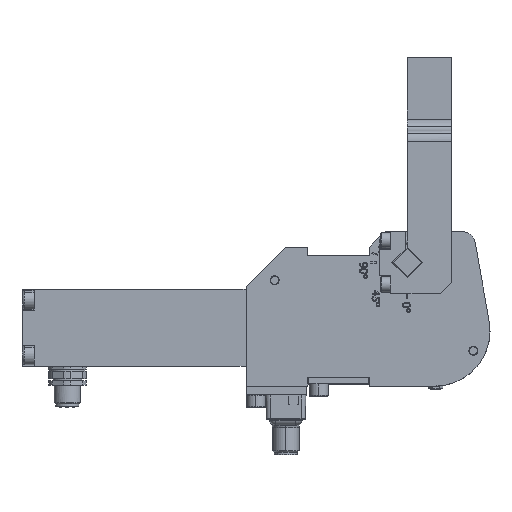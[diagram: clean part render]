
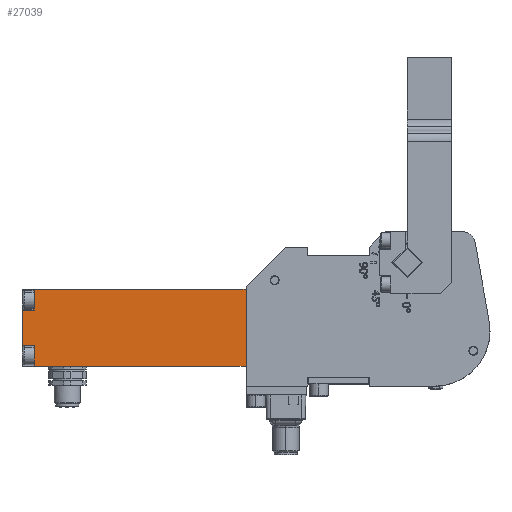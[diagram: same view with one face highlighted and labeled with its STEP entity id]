
A CAD part, top view. The second image highlights one B-rep face of the part: STEP entity #27039.
In plain terms, the highlighted planar face has unit normal (0, 0, 1).
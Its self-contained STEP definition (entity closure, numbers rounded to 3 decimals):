
#26910=CARTESIAN_POINT('Line Origine',(-120.998,-12.021,17.5)) ;
#26914=CARTESIAN_POINT('Vertex',(-72.998,-12.013,17.5)) ;
#26916=CARTESIAN_POINT('Vertex',(-168.998,-12.029,17.5)) ;
#26977=CARTESIAN_POINT('Axis2P3D Location',(-72.998,-12.013,17.5)) ;
#26982=CARTESIAN_POINT('Line Origine',(-120.992,-47.021,17.5)) ;
#26986=CARTESIAN_POINT('Vertex',(-72.992,-47.013,17.5)) ;
#26988=CARTESIAN_POINT('Vertex',(-168.992,-47.029,17.5)) ;
#26991=CARTESIAN_POINT('Line Origine',(-72.995,-29.513,17.5)) ;
#26996=CARTESIAN_POINT('Line Origine',(-168.997,-16.779,17.5)) ;
#27000=CARTESIAN_POINT('Vertex',(-168.996,-21.529,17.5)) ;
#27003=CARTESIAN_POINT('Line Origine',(-171.746,-21.53,17.5)) ;
#27007=CARTESIAN_POINT('Vertex',(-174.496,-21.53,17.5)) ;
#27010=CARTESIAN_POINT('Line Origine',(-174.495,-29.53,17.5)) ;
#27014=CARTESIAN_POINT('Vertex',(-174.493,-37.53,17.5)) ;
#27017=CARTESIAN_POINT('Line Origine',(-171.743,-37.53,17.5)) ;
#27021=CARTESIAN_POINT('Vertex',(-168.993,-37.529,17.5)) ;
#27024=CARTESIAN_POINT('Line Origine',(-168.993,-42.279,17.5)) ;
#26911=DIRECTION('Vector Direction',(-1.,0.,0.)) ;
#26978=DIRECTION('Axis2P3D Direction',(0.,0.,1.)) ;
#26979=DIRECTION('Axis2P3D XDirection',(1.,0.,0.)) ;
#26983=DIRECTION('Vector Direction',(-1.,0.,0.)) ;
#26992=DIRECTION('Vector Direction',(0.,-1.,0.)) ;
#26997=DIRECTION('Vector Direction',(0.,-1.,0.)) ;
#27004=DIRECTION('Vector Direction',(-1.,0.,0.)) ;
#27011=DIRECTION('Vector Direction',(0.,-1.,0.)) ;
#27018=DIRECTION('Vector Direction',(1.,0.,0.)) ;
#27025=DIRECTION('Vector Direction',(0.,-1.,0.)) ;
#26980=AXIS2_PLACEMENT_3D('Plane Axis2P3D',#26977,#26978,#26979) ;
#27030=ORIENTED_EDGE('',*,*,#26990,.F.) ;
#27031=ORIENTED_EDGE('',*,*,#26995,.F.) ;
#27032=ORIENTED_EDGE('',*,*,#26918,.T.) ;
#27033=ORIENTED_EDGE('',*,*,#27002,.T.) ;
#27034=ORIENTED_EDGE('',*,*,#27009,.T.) ;
#27035=ORIENTED_EDGE('',*,*,#27016,.T.) ;
#27036=ORIENTED_EDGE('',*,*,#27023,.T.) ;
#27037=ORIENTED_EDGE('',*,*,#27028,.T.) ;
#26912=VECTOR('Line Direction',#26911,1.) ;
#26984=VECTOR('Line Direction',#26983,1.) ;
#26993=VECTOR('Line Direction',#26992,1.) ;
#26998=VECTOR('Line Direction',#26997,1.) ;
#27005=VECTOR('Line Direction',#27004,1.) ;
#27012=VECTOR('Line Direction',#27011,1.) ;
#27019=VECTOR('Line Direction',#27018,1.) ;
#27026=VECTOR('Line Direction',#27025,1.) ;
#27039=ADVANCED_FACE('Antrieb',(#27038),#26981,.T.) ;
#26918=EDGE_CURVE('',#26915,#26917,#26913,.T.) ;
#26990=EDGE_CURVE('',#26987,#26989,#26985,.T.) ;
#26995=EDGE_CURVE('',#26915,#26987,#26994,.T.) ;
#27002=EDGE_CURVE('',#26917,#27001,#26999,.T.) ;
#27009=EDGE_CURVE('',#27001,#27008,#27006,.T.) ;
#27016=EDGE_CURVE('',#27008,#27015,#27013,.T.) ;
#27023=EDGE_CURVE('',#27015,#27022,#27020,.T.) ;
#27028=EDGE_CURVE('',#27022,#26989,#27027,.T.) ;
#27029=EDGE_LOOP('',(#27030,#27031,#27032,#27033,#27034,#27035,#27036,#27037)) ;
#27038=FACE_OUTER_BOUND('',#27029,.T.) ;
#26913=LINE('Line',#26910,#26912) ;
#26985=LINE('Line',#26982,#26984) ;
#26994=LINE('Line',#26991,#26993) ;
#26999=LINE('Line',#26996,#26998) ;
#27006=LINE('Line',#27003,#27005) ;
#27013=LINE('Line',#27010,#27012) ;
#27020=LINE('Line',#27017,#27019) ;
#27027=LINE('Line',#27024,#27026) ;
#26981=PLANE('',#26980) ;
#26915=VERTEX_POINT('',#26914) ;
#26917=VERTEX_POINT('',#26916) ;
#26987=VERTEX_POINT('',#26986) ;
#26989=VERTEX_POINT('',#26988) ;
#27001=VERTEX_POINT('',#27000) ;
#27008=VERTEX_POINT('',#27007) ;
#27015=VERTEX_POINT('',#27014) ;
#27022=VERTEX_POINT('',#27021) ;
